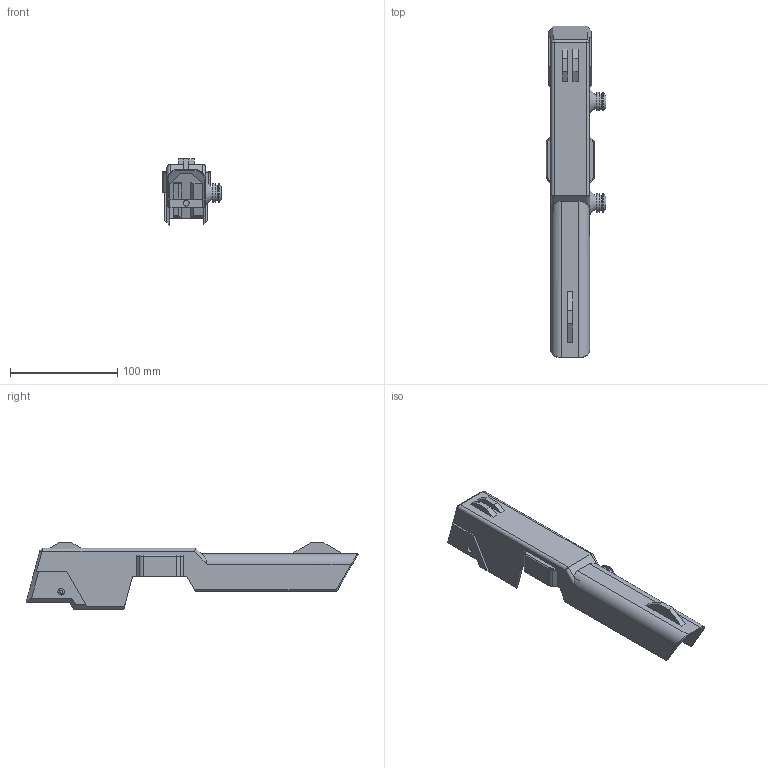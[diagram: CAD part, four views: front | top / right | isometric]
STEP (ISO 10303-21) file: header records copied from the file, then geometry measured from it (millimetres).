
FILE_DESCRIPTION(/* description */ (''),/* implementation_level */ '2;1');
FILE_NAME(/* name */ 'TopCoverHOLDsterLeft.step',/* time_stamp */ '2019-04-05T19:20:21-05:00',/* author */ (''),/* organization */ (''),/* preprocessor_version */ 'ST-DEVELOPER v17.2',/* originating_system */ 'Autodesk Translation Framework v7.6.0.251',/* authorisation */ '');
FILE_SCHEMA (('AUTOMOTIVE_DESIGN { 1 0 10303 214 3 1 1 }'));
Length unit declared in the file: millimetre
Products named in the file (6): TopCoverHOLDsterLeft; HOLDster-Fidlock-Bolt; Fidlock_Bolt; HOLDster-Fidlock-Bolt_1; Fidlock_Bolt_1; Cap
Assembly tree (6 placements, depth 4):
  TopCoverHOLDsterLeft
    HOLDster-Fidlock-Bolt
      Fidlock_Bolt
        Cap
    HOLDster-Fidlock-Bolt_1
      Fidlock_Bolt_1
        Cap
Bounding box: 55.75 x 310.17 x 61.84 mm (x, y, z)
Volume: 114205.8 mm3; surface area: 73133.5 mm2
Topology: 5 solids, 5 shells, 295 faces, 775 edges, 501 vertices
Faces by surface type: cylinder 136, plane 133, bspline 16, cone 6, torus 4
Full cylindrical faces by diameter (mm): 3.15 x1, 3.99 x22, 4.234 x24, 4.901 x20, 5.12 x25, 5.25 x1, 6.25 x1, 11.3 x4, 14.338 x2, 17.33 x4
Entity records: 14985 total; most frequent: CARTESIAN_POINT 7974, ORIENTED_EDGE 1544, DIRECTION 1232, EDGE_CURVE 772, VERTEX_POINT 499, LINE 466, VECTOR 466, AXIS2_PLACEMENT_3D 383
